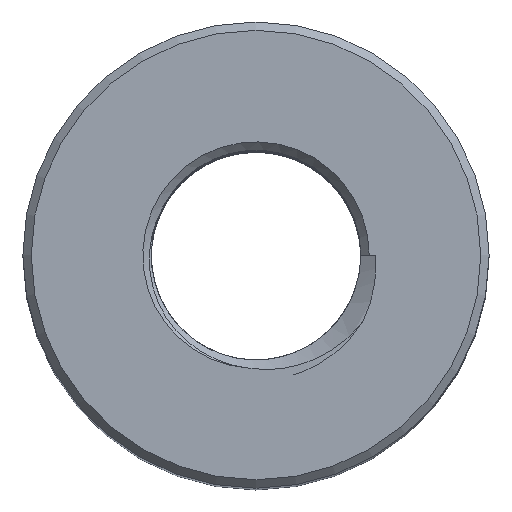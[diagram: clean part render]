
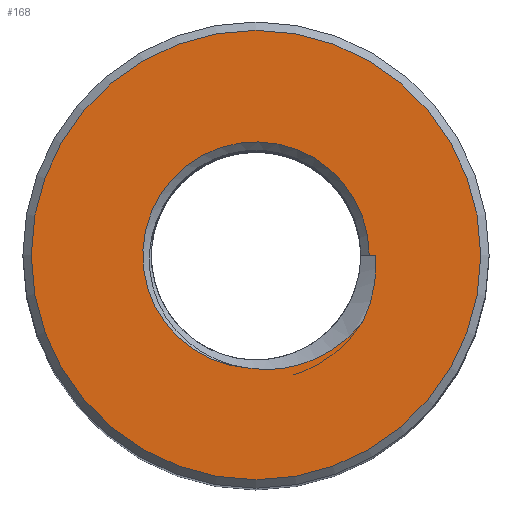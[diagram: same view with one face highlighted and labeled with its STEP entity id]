
A CAD part, top view. The second image highlights one B-rep face of the part: STEP entity #168.
In plain terms, the highlighted planar face has unit normal (0, 0, 1).
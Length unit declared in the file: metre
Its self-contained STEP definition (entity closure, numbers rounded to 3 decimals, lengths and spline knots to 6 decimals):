
#31=B_SPLINE_CURVE_WITH_KNOTS('',3,(#264,#265,#266,#267),.UNSPECIFIED.,
 .F.,.F.,(4,4),(0.,0.00081),
 .UNSPECIFIED.);
#32=B_SPLINE_CURVE_WITH_KNOTS('',3,(#269,#270,#271,#272),.UNSPECIFIED.,
 .F.,.F.,(4,4),(0.000959,0.002506),.UNSPECIFIED.);
#36=LINE('',#262,#39);
#39=VECTOR('',#220,1.);
#42=ORIENTED_EDGE('',*,*,#82,.T.);
#43=ORIENTED_EDGE('',*,*,#83,.T.);
#44=ORIENTED_EDGE('',*,*,#84,.T.);
#45=ORIENTED_EDGE('',*,*,#85,.F.);
#46=ORIENTED_EDGE('',*,*,#86,.F.);
#82=EDGE_CURVE('',#102,#102,#117,.T.);
#83=EDGE_CURVE('',#103,#104,#118,.F.);
#84=EDGE_CURVE('',#104,#105,#36,.T.);
#85=EDGE_CURVE('',#106,#105,#31,.T.);
#86=EDGE_CURVE('',#103,#106,#32,.T.);
#102=VERTEX_POINT('',#258);
#103=VERTEX_POINT('',#260);
#104=VERTEX_POINT('',#261);
#105=VERTEX_POINT('',#263);
#106=VERTEX_POINT('',#268);
#117=CIRCLE('',#194,0.00268);
#118=CIRCLE('',#195,0.00135);
#126=EDGE_LOOP('',(#42));
#127=EDGE_LOOP('',(#43,#44,#45,#46));
#145=FACE_BOUND('',#126,.T.);
#146=FACE_BOUND('',#127,.T.);
#164=PLANE('',#193);
#168=ADVANCED_FACE('',(#145,#146),#164,.T.);
#193=AXIS2_PLACEMENT_3D('',#256,#214,#215);
#194=AXIS2_PLACEMENT_3D('',#257,#216,#217);
#195=AXIS2_PLACEMENT_3D('',#259,#218,#219);
#214=DIRECTION('',(0.,0.,1.));
#215=DIRECTION('',(1.,0.,0.));
#216=DIRECTION('',(0.,0.,1.));
#217=DIRECTION('',(1.,0.,0.));
#218=DIRECTION('',(0.,0.,1.));
#219=DIRECTION('',(1.,0.,0.));
#220=DIRECTION('',(1.,0.,0.));
#256=CARTESIAN_POINT('',(0.,0.,0.0125));
#257=CARTESIAN_POINT('',(0.,0.,0.0125));
#258=CARTESIAN_POINT('',(0.00268,0.,0.0125));
#259=CARTESIAN_POINT('',(0.,0.,0.0125));
#260=CARTESIAN_POINT('',(-0.000096,-0.001347,0.0125));
#261=CARTESIAN_POINT('',(0.00135,0.,0.0125));
#262=CARTESIAN_POINT('',(0.,0.,0.0125));
#263=CARTESIAN_POINT('',(0.001423,0.,0.0125));
#264=CARTESIAN_POINT('',(0.001274,-0.000791,0.0125));
#265=CARTESIAN_POINT('',(0.001396,-0.000546,0.0125));
#266=CARTESIAN_POINT('',(0.001447,-0.000273,0.0125));
#267=CARTESIAN_POINT('',(0.001423,0.,0.0125));
#268=CARTESIAN_POINT('',(0.001274,-0.000791,0.0125));
#269=CARTESIAN_POINT('',(-0.000096,-0.001347,0.0125));
#270=CARTESIAN_POINT('',(0.000412,-0.001438,0.0125));
#271=CARTESIAN_POINT('',(0.000957,-0.001207,0.0125));
#272=CARTESIAN_POINT('',(0.001274,-0.000791,0.0125));
